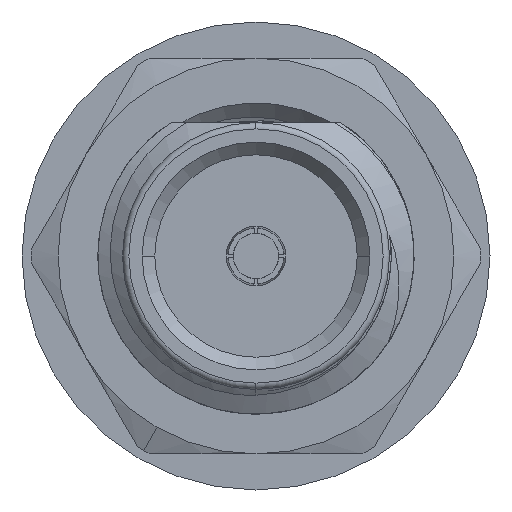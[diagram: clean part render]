
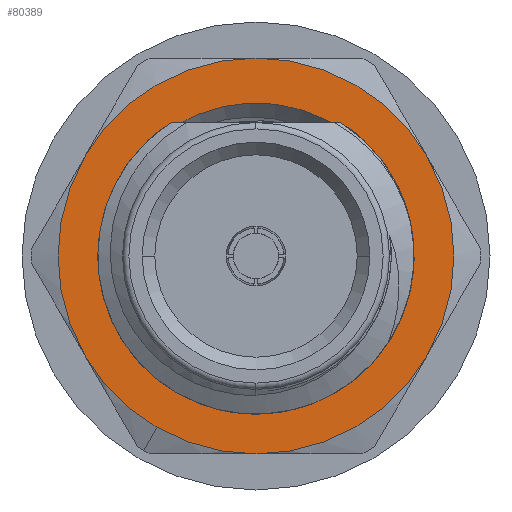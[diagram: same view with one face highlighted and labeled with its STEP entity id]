
A CAD part, left-side view. The second image highlights one B-rep face of the part: STEP entity #80389.
In plain terms, the highlighted planar face has unit normal (-1, 0, 0).
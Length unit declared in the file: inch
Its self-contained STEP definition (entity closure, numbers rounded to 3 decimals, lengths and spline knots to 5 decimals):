
#679 = EDGE_CURVE ( 'NONE', #79293, #52572, #55049, .T. ) ;
#2715 = CIRCLE ( 'NONE', #6520, 0.1565 ) ;
#3153 = CARTESIAN_POINT ( 'NONE',  ( 0.215, -0.09085, -0.07995 ) ) ;
#3864 = EDGE_CURVE ( 'NONE', #92567, #53137, #25072, .T. ) ;
#3890 = EDGE_LOOP ( 'NONE', ( #82357, #101891, #40095, #22425, #106566, #9091, #75306 ) ) ;
#4017 = AXIS2_PLACEMENT_3D ( 'NONE', #57610, #40669, #14676 ) ;
#4464 = CARTESIAN_POINT ( 'NONE',  ( 0.215, -0.10499, 0.06783 ) ) ;
#5686 = CARTESIAN_POINT ( 'NONE',  ( 0.215, -0.05485, 0.10787 ) ) ;
#6520 = AXIS2_PLACEMENT_3D ( 'NONE', #23772, #75857, #33582 ) ;
#8873 = VERTEX_POINT ( 'NONE', #5686 ) ;
#9091 = ORIENTED_EDGE ( 'NONE', *, *, #9305, .T. ) ;
#9305 = EDGE_CURVE ( 'NONE', #76775, #66125, #59787, .T. ) ;
#11124 = AXIS2_PLACEMENT_3D ( 'NONE', #23687, #24058, #50802 ) ;
#11639 = CARTESIAN_POINT ( 'NONE',  ( 0.215, 0., 0. ) ) ;
#12167 = CARTESIAN_POINT ( 'NONE',  ( 0.215, -0.10457, -0.06438 ) ) ;
#12172 = VERTEX_POINT ( 'NONE', #55124 ) ;
#14500 = DIRECTION ( 'NONE',  ( 0., 0.5, -0.866 ) ) ;
#14676 = DIRECTION ( 'NONE',  ( 0., 0.5, -0.866 ) ) ;
#15593 = DIRECTION ( 'NONE',  ( -1., 0., 0. ) ) ;
#18079 = DIRECTION ( 'NONE',  ( 0., 0.5, -0.866 ) ) ;
#18098 = VERTEX_POINT ( 'NONE', #88679 ) ;
#18157 = EDGE_CURVE ( 'NONE', #18098, #79293, #2715, .T. ) ;
#19311 = FACE_OUTER_BOUND ( 'NONE', #3890, .T. ) ;
#21398 = DIRECTION ( 'NONE',  ( -1., 0., 0. ) ) ;
#22425 = ORIENTED_EDGE ( 'NONE', *, *, #679, .T. ) ;
#22451 = AXIS2_PLACEMENT_3D ( 'NONE', #101445, #22985, #92736 ) ;
#22985 = DIRECTION ( 'NONE',  ( -1., 0., 0. ) ) ;
#23420 = EDGE_CURVE ( 'NONE', #53137, #8873, #77944, .T. ) ;
#23687 = CARTESIAN_POINT ( 'NONE',  ( 0.215, 0., 0. ) ) ;
#23772 = CARTESIAN_POINT ( 'NONE',  ( 0.215, 0., 0. ) ) ;
#24058 = DIRECTION ( 'NONE',  ( -1., 0., 0. ) ) ;
#24283 = PLANE ( 'NONE',  #27172 ) ;
#24685 = CARTESIAN_POINT ( 'NONE',  ( 0.215, 0., 0. ) ) ;
#25072 = CIRCLE ( 'NONE', #81470, 0.12102 ) ;
#26631 = DIRECTION ( 'NONE',  ( 0., 0.5, -0.866 ) ) ;
#27172 = AXIS2_PLACEMENT_3D ( 'NONE', #84625, #93292, #14500 ) ;
#30423 = CARTESIAN_POINT ( 'NONE',  ( 0.215, -0.05485, 0.10787 ) ) ;
#30592 = AXIS2_PLACEMENT_3D ( 'NONE', #39133, #21398, #46303 ) ;
#32057 = CARTESIAN_POINT ( 'NONE',  ( 0.215, -0.13553, -0.07825 ) ) ;
#32852 = FACE_BOUND ( 'NONE', #92098, .T. ) ;
#32867 = VERTEX_POINT ( 'NONE', #43429 ) ;
#33582 = DIRECTION ( 'NONE',  ( 0., 0.5, -0.866 ) ) ;
#34546 = EDGE_CURVE ( 'NONE', #52572, #76775, #66983, .T. ) ;
#37046 = CARTESIAN_POINT ( 'NONE',  ( 0.215, -0.11505, -0.04661 ) ) ;
#37346 = AXIS2_PLACEMENT_3D ( 'NONE', #24685, #15593, #67349 ) ;
#37967 = DIRECTION ( 'NONE',  ( 1., 0., 0. ) ) ;
#38701 = CARTESIAN_POINT ( 'NONE',  ( 0.215, 0., 0. ) ) ;
#39118 = CARTESIAN_POINT ( 'NONE',  ( 0.215, -0.07383, 0.09762 ) ) ;
#39133 = CARTESIAN_POINT ( 'NONE',  ( 0.215, 0., 0. ) ) ;
#39347 = AXIS2_PLACEMENT_3D ( 'NONE', #38701, #37967, #89623 ) ;
#40095 = ORIENTED_EDGE ( 'NONE', *, *, #18157, .T. ) ;
#40410 = EDGE_CURVE ( 'NONE', #69511, #61347, #47671, .T. ) ;
#40669 = DIRECTION ( 'NONE',  ( -1., 0., 0. ) ) ;
#41990 = CARTESIAN_POINT ( 'NONE',  ( 0.215, -0.13553, 0.07825 ) ) ;
#42700 = EDGE_CURVE ( 'NONE', #66125, #32867, #77272, .T. ) ;
#43429 = CARTESIAN_POINT ( 'NONE',  ( 0.215, 0.13553, -0.07825 ) ) ;
#46089 = CARTESIAN_POINT ( 'NONE',  ( 0.215, -0.11913, -0.03717 ) ) ;
#46303 = DIRECTION ( 'NONE',  ( 0., 0.5, -0.866 ) ) ;
#47671 = CIRCLE ( 'NONE', #22451, 0.125 ) ;
#47792 = CARTESIAN_POINT ( 'NONE',  ( 0.215, -0.0985, 0.0766 ) ) ;
#49094 = B_SPLINE_CURVE_WITH_KNOTS ( 'NONE', 3,
 ( #90191, #46089, #37046, #12167, #88724, #3153 ),
 .UNSPECIFIED., .F., .F.,
 ( 4, 2, 4 ),
 ( 0., 0.00078, 0.00157 ),
 .UNSPECIFIED. ) ;
#50139 = EDGE_CURVE ( 'NONE', #12172, #18098, #82203, .T. ) ;
#50802 = DIRECTION ( 'NONE',  ( 0., 0.5, -0.866 ) ) ;
#52572 = VERTEX_POINT ( 'NONE', #41990 ) ;
#52803 = DIRECTION ( 'NONE',  ( -1., 0., 0. ) ) ;
#53137 = VERTEX_POINT ( 'NONE', #93898 ) ;
#54417 = CIRCLE ( 'NONE', #37346, 0.1565 ) ;
#54664 = ORIENTED_EDGE ( 'NONE', *, *, #101669, .T. ) ;
#55049 = CIRCLE ( 'NONE', #30592, 0.1565 ) ;
#55124 = CARTESIAN_POINT ( 'NONE',  ( 0.215, 0.07825, -0.13553 ) ) ;
#57610 = CARTESIAN_POINT ( 'NONE',  ( 0.215, 0., 0. ) ) ;
#59787 = CIRCLE ( 'NONE', #72442, 0.1565 ) ;
#59961 = CARTESIAN_POINT ( 'NONE',  ( 0.215, -0.09085, -0.07995 ) ) ;
#60942 = ORIENTED_EDGE ( 'NONE', *, *, #3864, .T. ) ;
#61347 = VERTEX_POINT ( 'NONE', #4464 ) ;
#64411 = DIRECTION ( 'NONE',  ( 0., 0.5, -0.866 ) ) ;
#66125 = VERTEX_POINT ( 'NONE', #70170 ) ;
#66983 = CIRCLE ( 'NONE', #4017, 0.1565 ) ;
#67349 = DIRECTION ( 'NONE',  ( 0., 0.5, -0.866 ) ) ;
#67866 = ORIENTED_EDGE ( 'NONE', *, *, #40410, .F. ) ;
#69511 = VERTEX_POINT ( 'NONE', #104126 ) ;
#70170 = CARTESIAN_POINT ( 'NONE',  ( 0.215, 0.13553, 0.07825 ) ) ;
#71542 = DIRECTION ( 'NONE',  ( 1., 0., 0. ) ) ;
#72442 = AXIS2_PLACEMENT_3D ( 'NONE', #11639, #107420, #64411 ) ;
#75306 = ORIENTED_EDGE ( 'NONE', *, *, #42700, .T. ) ;
#75857 = DIRECTION ( 'NONE',  ( -1., 0., 0. ) ) ;
#76775 = VERTEX_POINT ( 'NONE', #110315 ) ;
#77272 = CIRCLE ( 'NONE', #11124, 0.1565 ) ;
#77944 = CIRCLE ( 'NONE', #39347, 0.12102 ) ;
#79293 = VERTEX_POINT ( 'NONE', #32057 ) ;
#80389 = ADVANCED_FACE ( 'NONE', ( #19311, #32852 ), #24283, .T. ) ;
#80638 = CARTESIAN_POINT ( 'NONE',  ( 0.215, -0.09101, 0.08435 ) ) ;
#80999 = CARTESIAN_POINT ( 'NONE',  ( 0.215, -0.10499, 0.06783 ) ) ;
#81470 = AXIS2_PLACEMENT_3D ( 'NONE', #96020, #71542, #26631 ) ;
#81736 = CARTESIAN_POINT ( 'NONE',  ( 0.215, -0.05979, 0.10572 ) ) ;
#82203 = CIRCLE ( 'NONE', #88886, 0.1565 ) ;
#82357 = ORIENTED_EDGE ( 'NONE', *, *, #92848, .T. ) ;
#84625 = CARTESIAN_POINT ( 'NONE',  ( 0.215, 0., 0. ) ) ;
#88080 = ORIENTED_EDGE ( 'NONE', *, *, #23420, .T. ) ;
#88679 = CARTESIAN_POINT ( 'NONE',  ( 0.215, 0., -0.1565 ) ) ;
#88724 = CARTESIAN_POINT ( 'NONE',  ( 0.215, -0.09813, -0.07269 ) ) ;
#88886 = AXIS2_PLACEMENT_3D ( 'NONE', #96163, #52803, #18079 ) ;
#89623 = DIRECTION ( 'NONE',  ( 0., 0.5, -0.866 ) ) ;
#90191 = CARTESIAN_POINT ( 'NONE',  ( 0.215, -0.12202, -0.02715 ) ) ;
#90767 = CARTESIAN_POINT ( 'NONE',  ( 0.215, -0.06457, 0.10323 ) ) ;
#92098 = EDGE_LOOP ( 'NONE', ( #67866, #92224, #60942, #88080, #54664 ) ) ;
#92224 = ORIENTED_EDGE ( 'NONE', *, *, #110237, .T. ) ;
#92567 = VERTEX_POINT ( 'NONE', #59961 ) ;
#92736 = DIRECTION ( 'NONE',  ( 0., 0.5, -0.866 ) ) ;
#92848 = EDGE_CURVE ( 'NONE', #32867, #12172, #54417, .T. ) ;
#93292 = DIRECTION ( 'NONE',  ( -1., 0., 0. ) ) ;
#93898 = CARTESIAN_POINT ( 'NONE',  ( 0.215, 0.06051, -0.1048 ) ) ;
#96020 = CARTESIAN_POINT ( 'NONE',  ( 0.215, 0., 0. ) ) ;
#96163 = CARTESIAN_POINT ( 'NONE',  ( 0.215, 0., 0. ) ) ;
#99437 = CARTESIAN_POINT ( 'NONE',  ( 0.215, -0.07833, 0.09448 ) ) ;
#101445 = CARTESIAN_POINT ( 'NONE',  ( 0.215, 0., 0. ) ) ;
#101669 = EDGE_CURVE ( 'NONE', #8873, #61347, #106883, .T. ) ;
#101891 = ORIENTED_EDGE ( 'NONE', *, *, #50139, .T. ) ;
#104126 = CARTESIAN_POINT ( 'NONE',  ( 0.215, -0.12202, -0.02715 ) ) ;
#106566 = ORIENTED_EDGE ( 'NONE', *, *, #34546, .T. ) ;
#106883 = B_SPLINE_CURVE_WITH_KNOTS ( 'NONE', 3,
 ( #30423, #81736, #90767, #39118, #99437, #80638, #47792, #80999 ),
 .UNSPECIFIED., .F., .F.,
 ( 4, 2, 2, 4 ),
 ( 0.00139, 0.0018, 0.00221, 0.00303 ),
 .UNSPECIFIED. ) ;
#107420 = DIRECTION ( 'NONE',  ( -1., 0., 0. ) ) ;
#110237 = EDGE_CURVE ( 'NONE', #69511, #92567, #49094, .T. ) ;
#110315 = CARTESIAN_POINT ( 'NONE',  ( 0.215, 0., 0.1565 ) ) ;
